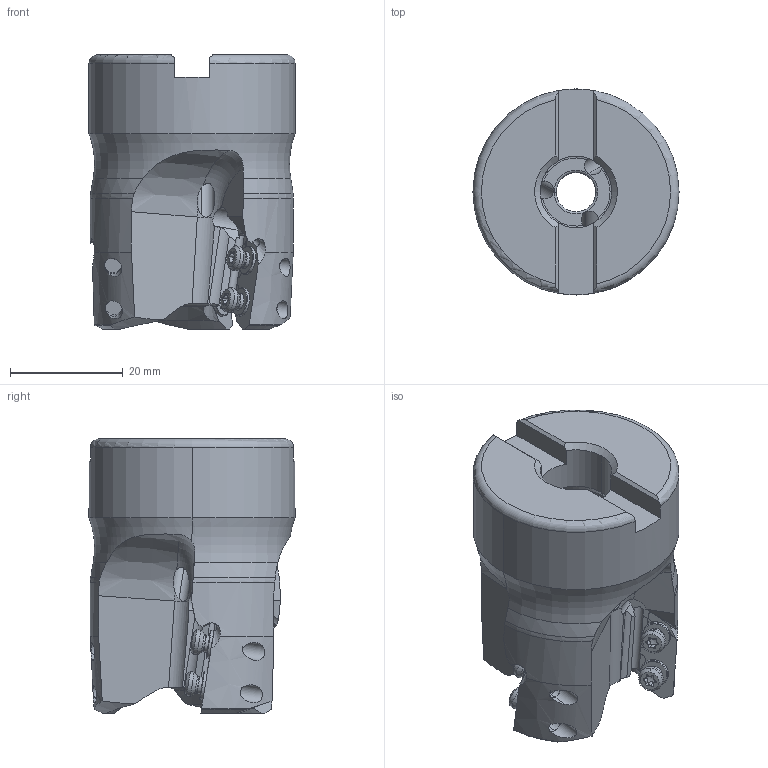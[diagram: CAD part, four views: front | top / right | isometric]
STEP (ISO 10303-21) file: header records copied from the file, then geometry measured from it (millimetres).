
FILE_DESCRIPTION(/* description */ (''),/* implementation_level */ '2;1');
FILE_NAME(/* name */ 'AXD4000UR1503A.stp',/* time_stamp */ '2019-03-25T17:15:28+09:00',/* author */ (''),/* organization */ (''),/* preprocessor_version */ 'ST-DEVELOPER v16',/* originating_system */ 'SIEMENS PLM Software NX 10.0',/* authorisation */ '');
FILE_SCHEMA (('AUTOMOTIVE_DESIGN { 1 0 10303 214 3 1 1 1 }'));
Length unit declared in the file: millimetre
Products named in the file (1): AXD4000UR1503A_ASM
Bounding box: 36.58 x 36.58 x 48.7 mm (x, y, z)
Volume: 31073.1 mm3; surface area: 10333.7 mm2
Topology: 7 solids, 7 shells, 437 faces, 1373 edges, 942 vertices
Faces by surface type: cylinder 211, plane 96, cone 77, torus 41, sphere 12
Entity records: 20027 total; most frequent: CARTESIAN_POINT 7784, ORIENTED_EDGE 2722, DIRECTION 2458, EDGE_CURVE 1361, AXIS2_PLACEMENT_3D 1055, VERTEX_POINT 942, CIRCLE 553, EDGE_LOOP 461
